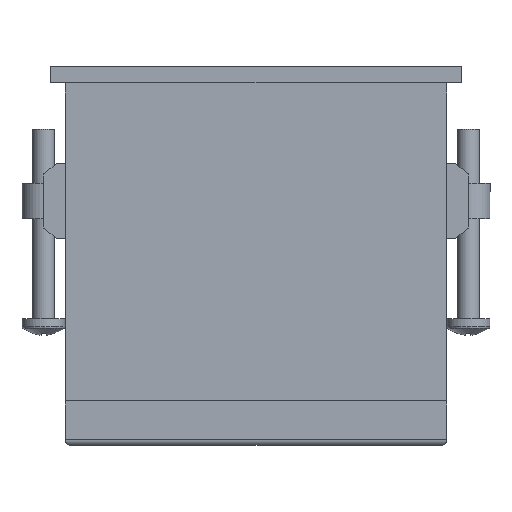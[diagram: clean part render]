
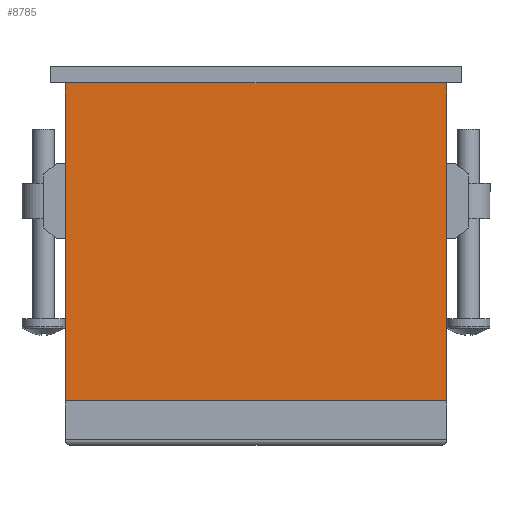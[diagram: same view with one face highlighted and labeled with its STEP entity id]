
A CAD part, front view. The second image highlights one B-rep face of the part: STEP entity #8785.
In plain terms, the highlighted planar face has unit normal (0, -1, 0).
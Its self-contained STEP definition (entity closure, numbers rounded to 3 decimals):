
#1129 = CARTESIAN_POINT ( 'NONE',  ( 2.75, 2.25, -58.8 ) ) ;
#1362 = EDGE_CURVE ( 'NONE', #12330, #2146, #34369, .T. ) ;
#2146 = VERTEX_POINT ( 'NONE', #24845 ) ;
#2624 = DIRECTION ( 'NONE',  ( 0., 0., 1. ) ) ;
#2777 = VERTEX_POINT ( 'NONE', #23510 ) ;
#3697 = EDGE_CURVE ( 'NONE', #2146, #2777, #30961, .T. ) ;
#5464 = CARTESIAN_POINT ( 'NONE',  ( 73.25, 2.25, -58.8 ) ) ;
#5762 = EDGE_CURVE ( 'NONE', #23831, #2777, #33746, .T. ) ;
#8100 = CARTESIAN_POINT ( 'NONE',  ( 73.25, 2.25, 0. ) ) ;
#8785 = ADVANCED_FACE ( 'NONE', ( #26343 ), #23987, .F. ) ;
#9814 = EDGE_CURVE ( 'NONE', #12330, #23831, #22681, .T. ) ;
#10406 = ORIENTED_EDGE ( 'NONE', *, *, #5762, .T. ) ;
#10629 = CARTESIAN_POINT ( 'NONE',  ( 73.25, 2.25, -58.8 ) ) ;
#10770 = CARTESIAN_POINT ( 'NONE',  ( 73.25, 2.25, -58.8 ) ) ;
#10913 = DIRECTION ( 'NONE',  ( -1., 0., 0. ) ) ;
#11328 = VECTOR ( 'NONE', #10913, 1000. ) ;
#12330 = VERTEX_POINT ( 'NONE', #10770 ) ;
#14457 = AXIS2_PLACEMENT_3D ( 'NONE', #28503, #30380, #29531 ) ;
#15074 = ORIENTED_EDGE ( 'NONE', *, *, #3697, .F. ) ;
#16103 = VECTOR ( 'NONE', #17383, 1000. ) ;
#16832 = ORIENTED_EDGE ( 'NONE', *, *, #1362, .F. ) ;
#17383 = DIRECTION ( 'NONE',  ( 0., 0., 1. ) ) ;
#19398 = VECTOR ( 'NONE', #31723, 1000. ) ;
#22681 = LINE ( 'NONE', #10629, #16103 ) ;
#23460 = VECTOR ( 'NONE', #2624, 1000. ) ;
#23510 = CARTESIAN_POINT ( 'NONE',  ( 2.75, 2.25, 0. ) ) ;
#23831 = VERTEX_POINT ( 'NONE', #8100 ) ;
#23987 = PLANE ( 'NONE',  #14457 ) ;
#24845 = CARTESIAN_POINT ( 'NONE',  ( 2.75, 2.25, -58.8 ) ) ;
#26343 = FACE_OUTER_BOUND ( 'NONE', #29840, .T. ) ;
#28503 = CARTESIAN_POINT ( 'NONE',  ( 73.25, 2.25, -58.8 ) ) ;
#29531 = DIRECTION ( 'NONE',  ( 0., 0., 1. ) ) ;
#29840 = EDGE_LOOP ( 'NONE', ( #10406, #15074, #16832, #31743 ) ) ;
#30380 = DIRECTION ( 'NONE',  ( 0., 1., 0. ) ) ;
#30961 = LINE ( 'NONE', #1129, #23460 ) ;
#31650 = CARTESIAN_POINT ( 'NONE',  ( 73.25, 2.25, 0. ) ) ;
#31723 = DIRECTION ( 'NONE',  ( -1., 0., 0. ) ) ;
#31743 = ORIENTED_EDGE ( 'NONE', *, *, #9814, .T. ) ;
#33746 = LINE ( 'NONE', #31650, #11328 ) ;
#34369 = LINE ( 'NONE', #5464, #19398 ) ;
